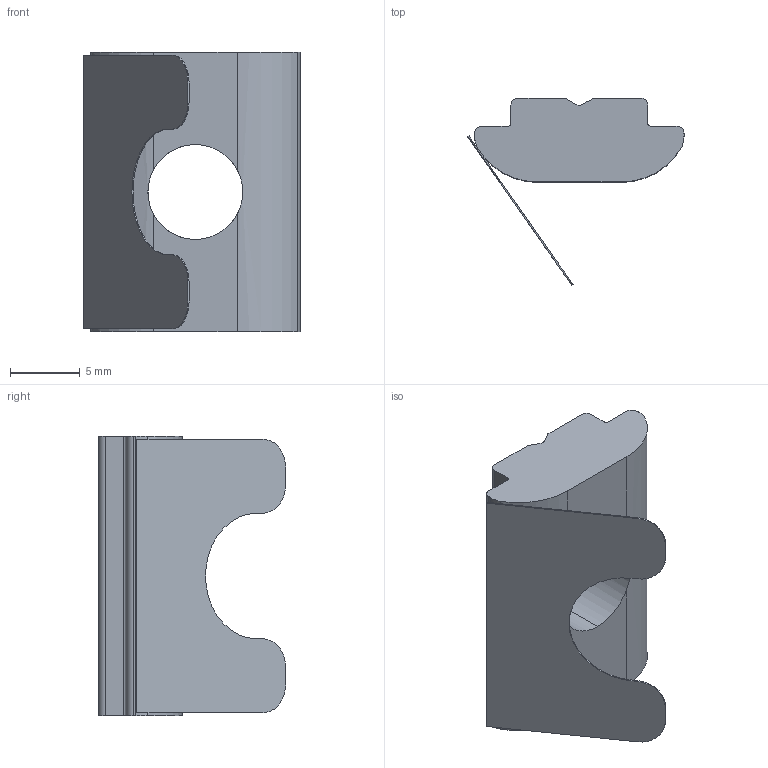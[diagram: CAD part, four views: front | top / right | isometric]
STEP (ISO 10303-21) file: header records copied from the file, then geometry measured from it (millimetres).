
FILE_DESCRIPTION(('STEP AP214'),'1');
FILE_NAME('fath_096088f.stp','2017-09-19T13:54:49',('TraceParts'),('TraceParts S.A.'),'Spatial InterOp 3D',' ',' ');
FILE_SCHEMA(('automotive_design'));
Length unit declared in the file: millimetre
Products named in the file (1): fath_096088f
Bounding box: 15.49 x 13.41 x 20 mm (x, y, z)
Volume: 1237.8 mm3; surface area: 1326 mm2
Topology: 1 solids, 1 shells, 46 faces, 135 edges, 90 vertices
Faces by surface type: plane 24, cylinder 22
Entity records: 1964 total; most frequent: CARTESIAN_POINT 318, ORIENTED_EDGE 270, DIRECTION 265, EDGE_CURVE 135, AXIS2_PLACEMENT_3D 93, VERTEX_POINT 90, LINE 79, VECTOR 79
